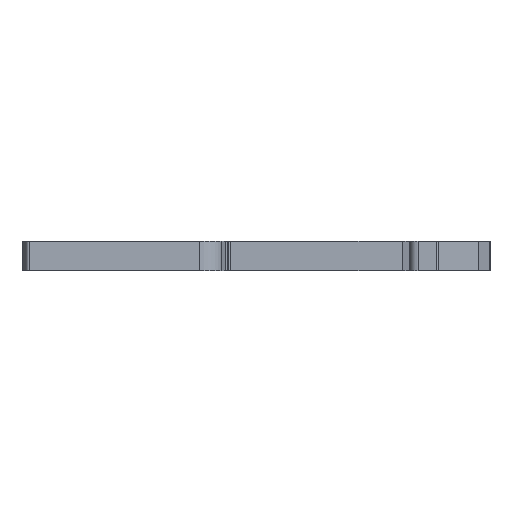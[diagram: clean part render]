
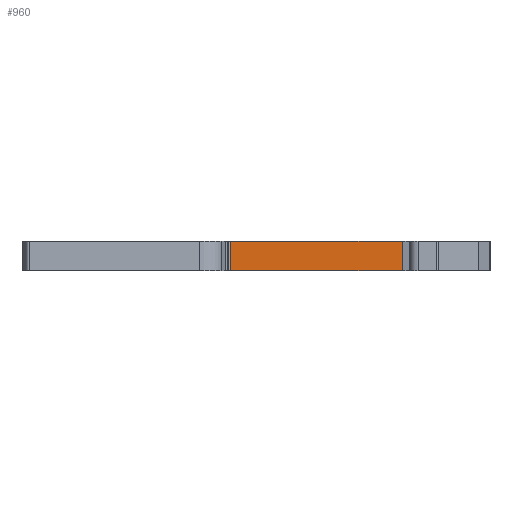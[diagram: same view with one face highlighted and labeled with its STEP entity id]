
A CAD part, front view. The second image highlights one B-rep face of the part: STEP entity #960.
In plain terms, the highlighted planar face has unit normal (0, -1, 0).
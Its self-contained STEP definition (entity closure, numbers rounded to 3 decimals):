
#960=ADVANCED_FACE('',(#1756),#1338,.F.);
#1338=PLANE('',#10392);
#1756=FACE_OUTER_BOUND('',#2250,.T.);
#2250=EDGE_LOOP('',(#4559,#4560,#4561,#4562));
#4559=ORIENTED_EDGE('',*,*,#6687,.F.);
#4560=ORIENTED_EDGE('',*,*,#7446,.T.);
#4561=ORIENTED_EDGE('',*,*,#6434,.F.);
#4562=ORIENTED_EDGE('',*,*,#7447,.F.);
#5472=VERTEX_POINT('',#13666);
#5473=VERTEX_POINT('',#13668);
#5712=VERTEX_POINT('',#14172);
#5713=VERTEX_POINT('',#14174);
#6434=EDGE_CURVE('',#5472,#5473,#7818,.T.);
#6687=EDGE_CURVE('',#5712,#5713,#7958,.T.);
#7446=EDGE_CURVE('',#5712,#5473,#8527,.T.);
#7447=EDGE_CURVE('',#5713,#5472,#8528,.T.);
#7818=LINE('',#13667,#8889);
#7958=LINE('',#14173,#9029);
#8527=LINE('',#16190,#9598);
#8528=LINE('',#16192,#9599);
#8889=VECTOR('',#10871,1.);
#9029=VECTOR('',#11263,1.);
#9598=VECTOR('',#12666,1.);
#9599=VECTOR('',#12669,1.);
#10392=AXIS2_PLACEMENT_3D('',#16193,#12670,#12671);
#10871=DIRECTION('',(-1.,0.,0.));
#11263=DIRECTION('',(1.,0.,0.));
#12666=DIRECTION('',(0.,0.,-1.));
#12669=DIRECTION('',(0.,0.,-1.));
#12670=DIRECTION('',(0.,1.,0.));
#12671=DIRECTION('',(0.,0.,1.));
#13666=CARTESIAN_POINT('',(14.449,-31.4,0.));
#13667=CARTESIAN_POINT('',(7.369,-31.4,0.));
#13668=CARTESIAN_POINT('',(-14.98,-31.4,0.));
#14172=CARTESIAN_POINT('',(-14.98,-31.4,5.1));
#14173=CARTESIAN_POINT('',(12.,-31.4,5.1));
#14174=CARTESIAN_POINT('',(14.449,-31.4,5.1));
#16190=CARTESIAN_POINT('',(-14.98,-31.4,5.1));
#16192=CARTESIAN_POINT('',(14.449,-31.4,5.1));
#16193=CARTESIAN_POINT('',(0.,-31.4,5.1));
